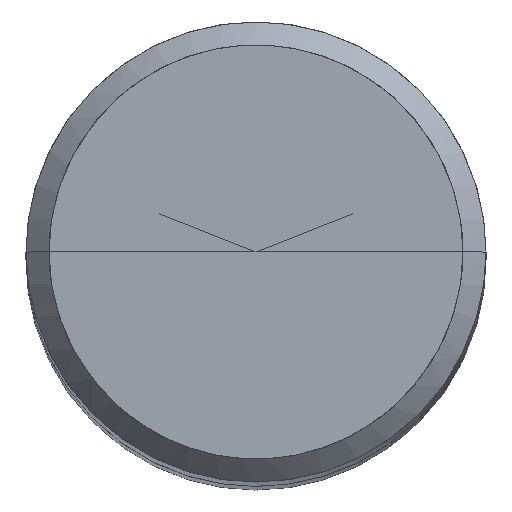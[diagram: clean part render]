
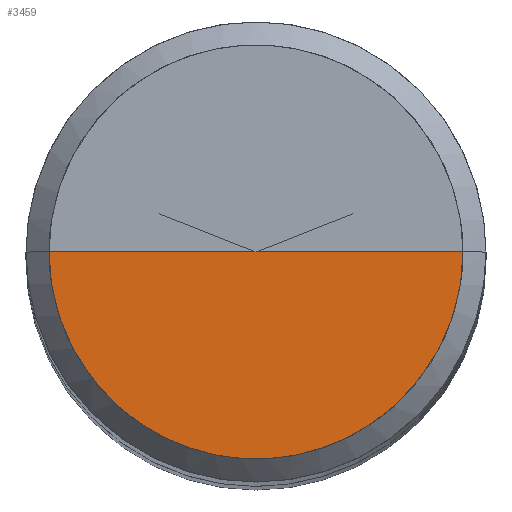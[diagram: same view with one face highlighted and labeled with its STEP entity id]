
A CAD part, top view. The second image highlights one B-rep face of the part: STEP entity #3459.
In plain terms, the highlighted free-form (B-spline) face has degree [1, 2] with [2, 5] control points.
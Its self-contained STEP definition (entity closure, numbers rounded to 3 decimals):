
#3104=CARTESIAN_POINT('',(4.5,0.0,50.0));
#3108=CARTESIAN_POINT('',(-4.5,0.0,50.0));
#3109=CARTESIAN_POINT('',(0.0,0.0,50.0));
#3116=CARTESIAN_POINT('',(-4.5,-4.5,50.0));
#3117=CARTESIAN_POINT('',(0.0,-4.5,50.0));
#3118=CARTESIAN_POINT('',(4.5,-4.5,50.0));
#3444=(
BOUNDED_SURFACE()
B_SPLINE_SURFACE(1,2,(
(#3108,#3116,#3117,#3118,#3104),
(#3109,#3109,#3109,#3109,#3109)
), .UNSPECIFIED.,.F.,.F.,.F.)
B_SPLINE_SURFACE_WITH_KNOTS((2,2),(3,2,3),(
0.0,1.0),(
0.0,0.5,1.0), .UNSPECIFIED.)
GEOMETRIC_REPRESENTATION_ITEM()
RATIONAL_B_SPLINE_SURFACE(((1.0,0.707,1.0,0.707,1.0),
(1.0,0.707,1.0,0.707,1.0)
))
REPRESENTATION_ITEM('')
SURFACE()
);
#3445=(
BOUNDED_CURVE()
B_SPLINE_CURVE(2,(#3104,#3118,#3117,#3116,#3108),.UNSPECIFIED.,.F.,.F.)
B_SPLINE_CURVE_WITH_KNOTS((3,2,3),
(0.0,0.5,1.0),.UNSPECIFIED.)
CURVE()
GEOMETRIC_REPRESENTATION_ITEM()
RATIONAL_B_SPLINE_CURVE((1.0,0.707,1.0,0.707,1.0))
REPRESENTATION_ITEM('')
);
#3446=(
BOUNDED_CURVE()
B_SPLINE_CURVE(1,(#3108,#3109),.UNSPECIFIED.,.F.,.F.)
B_SPLINE_CURVE_WITH_KNOTS((2,2),
(0.0,1.0),.UNSPECIFIED.)
CURVE()
GEOMETRIC_REPRESENTATION_ITEM()
RATIONAL_B_SPLINE_CURVE((1.0,1.0))
REPRESENTATION_ITEM('')
);
#3447=(
BOUNDED_CURVE()
B_SPLINE_CURVE(1,(#3109,#3104),.UNSPECIFIED.,.F.,.F.)
B_SPLINE_CURVE_WITH_KNOTS((2,2),
(0.0,1.0),.UNSPECIFIED.)
CURVE()
GEOMETRIC_REPRESENTATION_ITEM()
RATIONAL_B_SPLINE_CURVE((1.0,1.0))
REPRESENTATION_ITEM('')
);
#3448=VERTEX_POINT('',#3104);
#3449=VERTEX_POINT('',#3108);
#3450=VERTEX_POINT('',#3109);
#3451=EDGE_CURVE('',#3448,#3449,#3445,.T.);
#3452=EDGE_CURVE('',#3449,#3450,#3446,.T.);
#3453=EDGE_CURVE('',#3450,#3448,#3447,.T.);
#3454=ORIENTED_EDGE('',*,*,#3451,.T.);
#3455=ORIENTED_EDGE('',*,*,#3452,.T.);
#3456=ORIENTED_EDGE('',*,*,#3453,.T.);
#3457=EDGE_LOOP('',(#3454,#3455,#3456));
#3458=FACE_OUTER_BOUND('',#3457,.T.);
#3459=ADVANCED_FACE('',(#3458),#3444,.T.);
